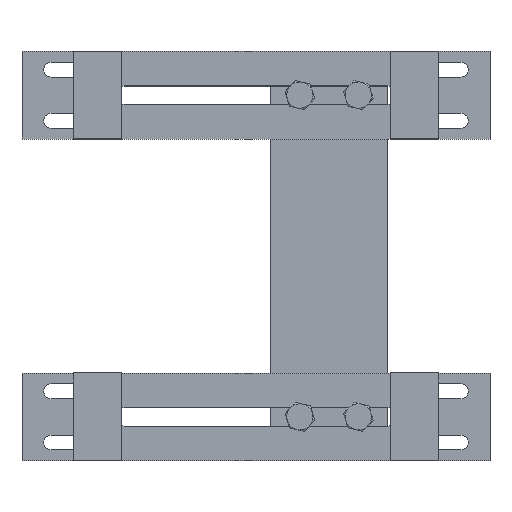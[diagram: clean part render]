
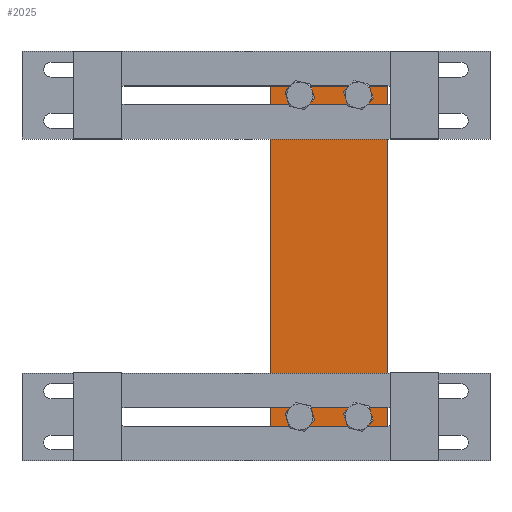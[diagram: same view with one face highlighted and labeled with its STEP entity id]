
A CAD part, top view. The second image highlights one B-rep face of the part: STEP entity #2025.
In plain terms, the highlighted planar face has unit normal (0, 0, 1).
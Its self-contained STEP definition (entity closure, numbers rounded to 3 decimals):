
#274=FACE_BOUND('',#503,.T.);
#275=FACE_BOUND('',#504,.T.);
#276=FACE_BOUND('',#505,.T.);
#277=FACE_BOUND('',#506,.T.);
#306=CIRCLE('',#2400,6.25);
#307=CIRCLE('',#2401,6.25);
#308=CIRCLE('',#2402,6.25);
#309=CIRCLE('',#2403,6.25);
#389=FACE_OUTER_BOUND('',#502,.T.);
#502=EDGE_LOOP('',(#1420,#1421,#1422,#1423,#1424,#1425,#1426,#1427));
#503=EDGE_LOOP('',(#1428));
#504=EDGE_LOOP('',(#1429));
#505=EDGE_LOOP('',(#1430));
#506=EDGE_LOOP('',(#1431));
#645=LINE('',#3302,#803);
#649=LINE('',#3310,#807);
#652=LINE('',#3316,#810);
#653=LINE('',#3318,#811);
#654=LINE('',#3320,#812);
#655=LINE('',#3322,#813);
#656=LINE('',#3324,#814);
#657=LINE('',#3325,#815);
#803=VECTOR('',#2650,10.);
#807=VECTOR('',#2656,10.);
#810=VECTOR('',#2661,10.);
#811=VECTOR('',#2662,10.);
#812=VECTOR('',#2663,10.);
#813=VECTOR('',#2664,10.);
#814=VECTOR('',#2665,10.);
#815=VECTOR('',#2666,10.);
#961=VERTEX_POINT('',#3300);
#962=VERTEX_POINT('',#3301);
#965=VERTEX_POINT('',#3309);
#967=VERTEX_POINT('',#3315);
#968=VERTEX_POINT('',#3317);
#969=VERTEX_POINT('',#3319);
#970=VERTEX_POINT('',#3321);
#971=VERTEX_POINT('',#3323);
#972=VERTEX_POINT('',#3326);
#973=VERTEX_POINT('',#3328);
#974=VERTEX_POINT('',#3330);
#975=VERTEX_POINT('',#3332);
#1140=EDGE_CURVE('',#961,#962,#645,.T.);
#1144=EDGE_CURVE('',#962,#965,#649,.T.);
#1147=EDGE_CURVE('',#967,#961,#652,.T.);
#1148=EDGE_CURVE('',#968,#967,#653,.T.);
#1149=EDGE_CURVE('',#969,#968,#654,.T.);
#1150=EDGE_CURVE('',#970,#969,#655,.T.);
#1151=EDGE_CURVE('',#971,#970,#656,.T.);
#1152=EDGE_CURVE('',#965,#971,#657,.T.);
#1153=EDGE_CURVE('',#972,#972,#306,.T.);
#1154=EDGE_CURVE('',#973,#973,#307,.T.);
#1155=EDGE_CURVE('',#974,#974,#308,.T.);
#1156=EDGE_CURVE('',#975,#975,#309,.T.);
#1420=ORIENTED_EDGE('',*,*,#1140,.F.);
#1421=ORIENTED_EDGE('',*,*,#1147,.F.);
#1422=ORIENTED_EDGE('',*,*,#1148,.F.);
#1423=ORIENTED_EDGE('',*,*,#1149,.F.);
#1424=ORIENTED_EDGE('',*,*,#1150,.F.);
#1425=ORIENTED_EDGE('',*,*,#1151,.F.);
#1426=ORIENTED_EDGE('',*,*,#1152,.F.);
#1427=ORIENTED_EDGE('',*,*,#1144,.F.);
#1428=ORIENTED_EDGE('',*,*,#1153,.T.);
#1429=ORIENTED_EDGE('',*,*,#1154,.T.);
#1430=ORIENTED_EDGE('',*,*,#1155,.T.);
#1431=ORIENTED_EDGE('',*,*,#1156,.T.);
#1958=PLANE('',#2399);
#2025=ADVANCED_FACE('',(#389,#274,#275,#276,#277),#1958,.T.);
#2399=AXIS2_PLACEMENT_3D('',#3314,#2659,#2660);
#2400=AXIS2_PLACEMENT_3D('',#3327,#2667,#2668);
#2401=AXIS2_PLACEMENT_3D('',#3329,#2669,#2670);
#2402=AXIS2_PLACEMENT_3D('',#3331,#2671,#2672);
#2403=AXIS2_PLACEMENT_3D('',#3333,#2673,#2674);
#2650=DIRECTION('',(-0.707,0.707,0.));
#2656=DIRECTION('',(0.,1.,0.));
#2659=DIRECTION('center_axis',(0.,0.,1.));
#2660=DIRECTION('ref_axis',(1.,0.,0.));
#2661=DIRECTION('',(-1.,0.,0.));
#2662=DIRECTION('',(-0.707,-0.707,0.));
#2663=DIRECTION('',(0.,-1.,0.));
#2664=DIRECTION('',(0.707,-0.707,0.));
#2665=DIRECTION('',(1.,0.,0.));
#2666=DIRECTION('',(0.707,0.707,0.));
#2667=DIRECTION('center_axis',(0.,0.,-1.));
#2668=DIRECTION('ref_axis',(-1.,0.,0.));
#2669=DIRECTION('center_axis',(0.,0.,-1.));
#2670=DIRECTION('ref_axis',(-1.,0.,0.));
#2671=DIRECTION('center_axis',(0.,0.,-1.));
#2672=DIRECTION('ref_axis',(-1.,0.,0.));
#2673=DIRECTION('center_axis',(0.,0.,-1.));
#2674=DIRECTION('ref_axis',(-1.,0.,0.));
#3300=CARTESIAN_POINT('',(4.,-140.,8.));
#3301=CARTESIAN_POINT('',(0.,-136.,8.));
#3302=CARTESIAN_POINT('',(-23.,-113.,8.));
#3309=CARTESIAN_POINT('',(0.,136.,8.));
#3310=CARTESIAN_POINT('',(0.,-140.,8.));
#3314=CARTESIAN_POINT('Origin',(40.,0.,8.));
#3315=CARTESIAN_POINT('',(76.,-140.,8.));
#3316=CARTESIAN_POINT('',(80.,-140.,8.));
#3317=CARTESIAN_POINT('',(80.,-136.,8.));
#3318=CARTESIAN_POINT('',(103.,-113.,8.));
#3319=CARTESIAN_POINT('',(80.,136.,8.));
#3320=CARTESIAN_POINT('',(80.,140.,8.));
#3321=CARTESIAN_POINT('',(76.,140.,8.));
#3322=CARTESIAN_POINT('',(103.,113.,8.));
#3323=CARTESIAN_POINT('',(4.,140.,8.));
#3324=CARTESIAN_POINT('',(0.,140.,8.));
#3325=CARTESIAN_POINT('',(-23.,113.,8.));
#3326=CARTESIAN_POINT('',(26.25,-110.,8.));
#3327=CARTESIAN_POINT('Origin',(20.,-110.,8.));
#3328=CARTESIAN_POINT('',(66.25,-110.,8.));
#3329=CARTESIAN_POINT('Origin',(60.,-110.,8.));
#3330=CARTESIAN_POINT('',(26.25,110.,8.));
#3331=CARTESIAN_POINT('Origin',(20.,110.,8.));
#3332=CARTESIAN_POINT('',(66.25,110.,8.));
#3333=CARTESIAN_POINT('Origin',(60.,110.,8.));
